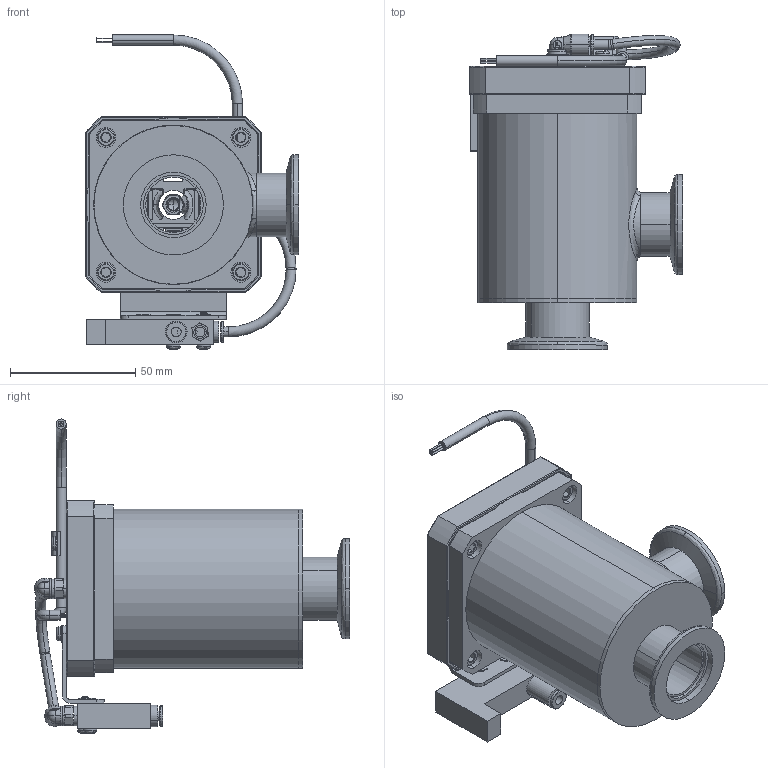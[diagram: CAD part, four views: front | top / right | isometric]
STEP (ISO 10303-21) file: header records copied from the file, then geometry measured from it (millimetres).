
FILE_DESCRIPTION (( 'STEP AP203' ), '1' );
FILE_NAME ('NAP-S03122.STEP', '2023-04-25T17:55:09', ( '' ), ( '' ), 'SwSTEP 2.0', 'SolidWorks 2020', '' );
FILE_SCHEMA (( 'CONFIG_CONTROL_DESIGN' ));
Length unit declared in the file: inch
Products named in the file (1): NAP-S03122
Bounding box: 85.19 x 126.1 x 125.47 mm (x, y, z)
Surface area: 63800.1 mm2 (no closed solid volume)
Topology: 0 solids, 55 shells, 661 faces, 2091 edges, 1468 vertices
Faces by surface type: plane 269, cylinder 209, cone 88, torus 58, bspline 33, sphere 4
Entity records: 25590 total; most frequent: CARTESIAN_POINT 7255, DIRECTION 3938, ORIENTED_EDGE 3389, EDGE_CURVE 2089, AXIS2_PLACEMENT_3D 1490, VERTEX_POINT 1468, VECTOR 958, LINE 958
